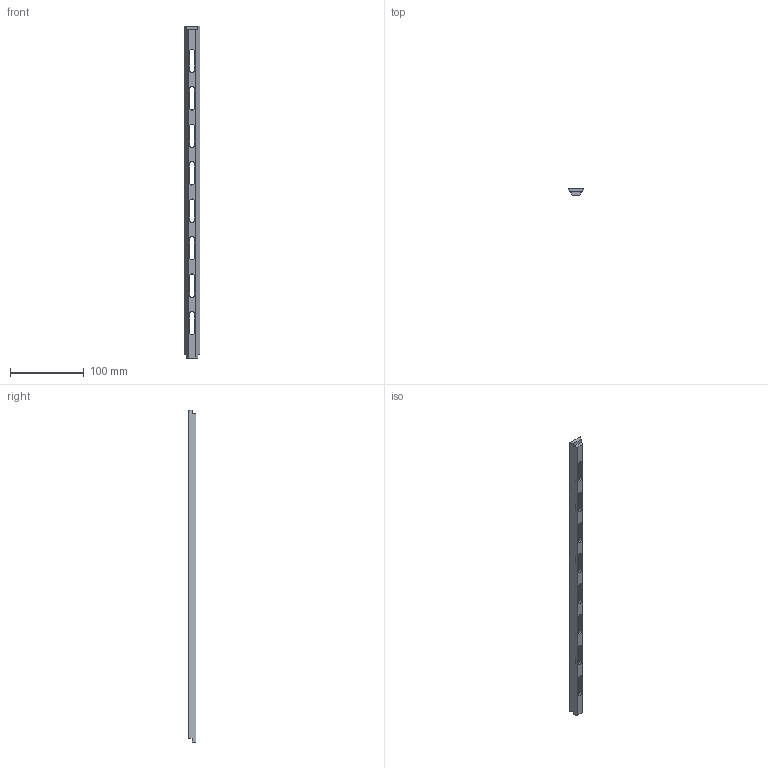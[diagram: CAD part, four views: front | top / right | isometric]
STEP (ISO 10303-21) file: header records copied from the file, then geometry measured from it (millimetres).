
FILE_DESCRIPTION (( 'STEP AP214' ), '1' );
FILE_NAME ('51ORL-6(M).STEP', '2018-09-10T05:41:54', ( '' ), ( '' ), 'SwSTEP 2.0', 'SolidWorks 2016', '' );
FILE_SCHEMA (( 'AUTOMOTIVE_DESIGN' ));
Length unit declared in the file: millimetre
Products named in the file (1): 51ORL-6(M)
Bounding box: 21 x 10 x 450 mm (x, y, z)
Surface area: 27545.4 mm2 (no closed solid volume)
Topology: 0 solids, 1 shells, 82 faces, 216 edges, 144 vertices
Faces by surface type: plane 50, cylinder 32
Entity records: 3501 total; most frequent: DIRECTION 446, CARTESIAN_POINT 443, ORIENTED_EDGE 432, EDGE_CURVE 216, VECTOR 152, LINE 152, AXIS2_PLACEMENT_3D 147, VERTEX_POINT 144
